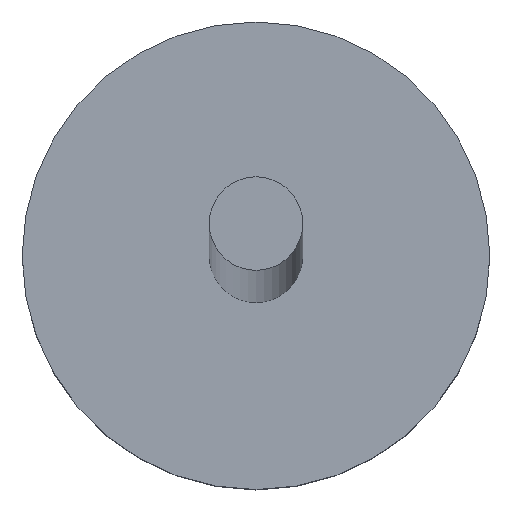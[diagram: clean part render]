
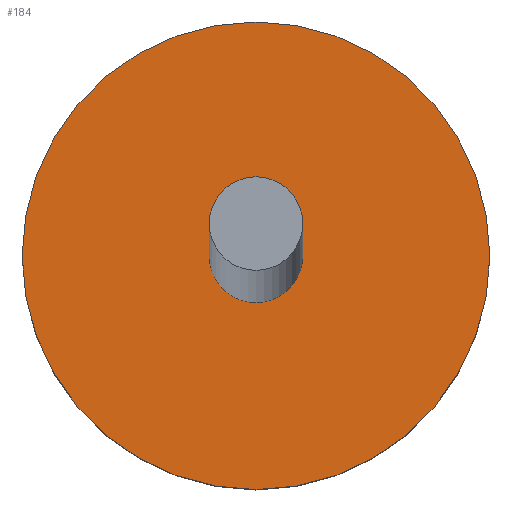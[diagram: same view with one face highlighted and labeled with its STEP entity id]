
A CAD part, top view. The second image highlights one B-rep face of the part: STEP entity #184.
In plain terms, the highlighted planar face has unit normal (0, 0, 1).
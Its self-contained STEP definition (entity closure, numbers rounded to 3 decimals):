
#17 = ORIENTED_EDGE ( 'NONE', *, *, #227, .F. ) ;
#22 = EDGE_LOOP ( 'NONE', ( #17, #109 ) ) ;
#33 = VERTEX_POINT ( 'NONE', #68 ) ;
#38 = AXIS2_PLACEMENT_3D ( 'NONE', #59, #93, #89 ) ;
#39 = CARTESIAN_POINT ( 'NONE',  ( 0., 0., 1.2 ) ) ;
#43 = AXIS2_PLACEMENT_3D ( 'NONE', #39, #173, #134 ) ;
#50 = CARTESIAN_POINT ( 'NONE',  ( 0., 0., 1.2 ) ) ;
#58 = EDGE_LOOP ( 'NONE', ( #230, #71 ) ) ;
#59 = CARTESIAN_POINT ( 'NONE',  ( 0., 0., 1.2 ) ) ;
#68 = CARTESIAN_POINT ( 'NONE',  ( 0.25, 0., 1.2 ) ) ;
#71 = ORIENTED_EDGE ( 'NONE', *, *, #200, .T. ) ;
#74 = CARTESIAN_POINT ( 'NONE',  ( -0.25, 0., 1.2 ) ) ;
#77 = AXIS2_PLACEMENT_3D ( 'NONE', #218, #101, #144 ) ;
#89 = DIRECTION ( 'NONE',  ( 1., 0., 0. ) ) ;
#91 = AXIS2_PLACEMENT_3D ( 'NONE', #50, #122, #105 ) ;
#93 = DIRECTION ( 'NONE',  ( 0., 0., 1. ) ) ;
#94 = CIRCLE ( 'NONE', #219, 0.25 ) ;
#95 = CARTESIAN_POINT ( 'NONE',  ( -1.25, 0., 1.2 ) ) ;
#101 = DIRECTION ( 'NONE',  ( 0., 0., 1. ) ) ;
#105 = DIRECTION ( 'NONE',  ( 1., 0., 0. ) ) ;
#106 = VERTEX_POINT ( 'NONE', #225 ) ;
#109 = ORIENTED_EDGE ( 'NONE', *, *, #168, .F. ) ;
#122 = DIRECTION ( 'NONE',  ( 0., 0., 1. ) ) ;
#124 = CIRCLE ( 'NONE', #77, 1.25 ) ;
#127 = CIRCLE ( 'NONE', #43, 0.25 ) ;
#134 = DIRECTION ( 'NONE',  ( 1., 0., 0. ) ) ;
#144 = DIRECTION ( 'NONE',  ( 1., 0., 0. ) ) ;
#145 = VERTEX_POINT ( 'NONE', #74 ) ;
#151 = DIRECTION ( 'NONE',  ( 1., 0., 0. ) ) ;
#152 = CARTESIAN_POINT ( 'NONE',  ( 0., 0., 1.2 ) ) ;
#161 = VERTEX_POINT ( 'NONE', #95 ) ;
#168 = EDGE_CURVE ( 'NONE', #33, #145, #94, .T. ) ;
#173 = DIRECTION ( 'NONE',  ( 0., 0., 1. ) ) ;
#175 = FACE_OUTER_BOUND ( 'NONE', #58, .T. ) ;
#184 = ADVANCED_FACE ( 'NONE', ( #192, #175 ), #232, .T. ) ;
#190 = DIRECTION ( 'NONE',  ( 0., 0., 1. ) ) ;
#192 = FACE_BOUND ( 'NONE', #22, .T. ) ;
#200 = EDGE_CURVE ( 'NONE', #106, #161, #235, .T. ) ;
#218 = CARTESIAN_POINT ( 'NONE',  ( 0., 0., 1.2 ) ) ;
#219 = AXIS2_PLACEMENT_3D ( 'NONE', #152, #190, #151 ) ;
#225 = CARTESIAN_POINT ( 'NONE',  ( 1.25, 0., 1.2 ) ) ;
#227 = EDGE_CURVE ( 'NONE', #145, #33, #127, .T. ) ;
#230 = ORIENTED_EDGE ( 'NONE', *, *, #253, .T. ) ;
#232 = PLANE ( 'NONE',  #38 ) ;
#235 = CIRCLE ( 'NONE', #91, 1.25 ) ;
#253 = EDGE_CURVE ( 'NONE', #161, #106, #124, .T. ) ;
